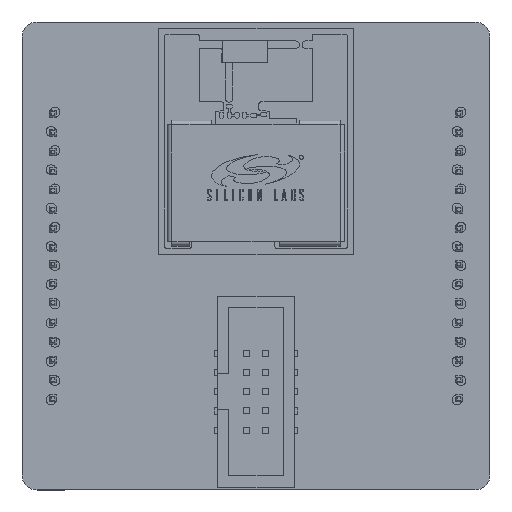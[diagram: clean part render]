
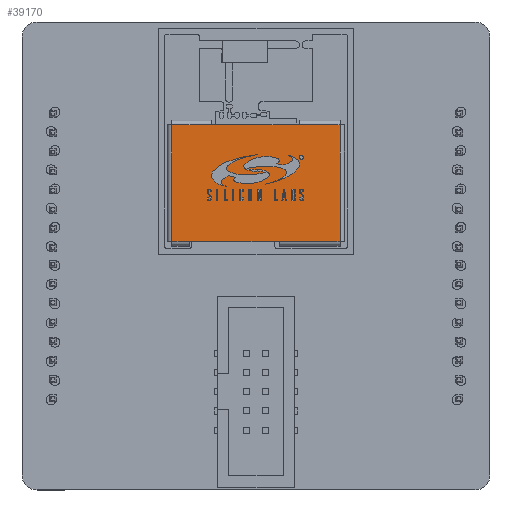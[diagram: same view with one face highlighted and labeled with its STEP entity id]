
A CAD part, top view. The second image highlights one B-rep face of the part: STEP entity #39170.
In plain terms, the highlighted planar face has unit normal (0, 0, 1).
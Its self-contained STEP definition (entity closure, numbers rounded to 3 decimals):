
#2062=FACE_OUTER_BOUND('',#4233,.T.);
#4233=EDGE_LOOP('',(#29295,#29296,#29297,#29298,#29299,#29300,#29301,#29302));
#7658=LINE('',#57128,#12813);
#7659=LINE('',#57130,#12814);
#7660=LINE('',#57132,#12815);
#7661=LINE('',#57134,#12816);
#7662=LINE('',#57136,#12817);
#7663=LINE('',#57138,#12818);
#7664=LINE('',#57140,#12819);
#7665=LINE('',#57141,#12820);
#12813=VECTOR('',#46528,1.);
#12814=VECTOR('',#46529,1.);
#12815=VECTOR('',#46530,1.);
#12816=VECTOR('',#46531,1.);
#12817=VECTOR('',#46532,1.);
#12818=VECTOR('',#46533,1.);
#12819=VECTOR('',#46534,1.);
#12820=VECTOR('',#46535,1.);
#17370=VERTEX_POINT('',#57126);
#17371=VERTEX_POINT('',#57127);
#17372=VERTEX_POINT('',#57129);
#17373=VERTEX_POINT('',#57131);
#17374=VERTEX_POINT('',#57133);
#17375=VERTEX_POINT('',#57135);
#17376=VERTEX_POINT('',#57137);
#17377=VERTEX_POINT('',#57139);
#21714=EDGE_CURVE('',#17370,#17371,#7658,.T.);
#21715=EDGE_CURVE('',#17371,#17372,#7659,.T.);
#21716=EDGE_CURVE('',#17372,#17373,#7660,.T.);
#21717=EDGE_CURVE('',#17374,#17373,#7661,.T.);
#21718=EDGE_CURVE('',#17374,#17375,#7662,.T.);
#21719=EDGE_CURVE('',#17376,#17375,#7663,.T.);
#21720=EDGE_CURVE('',#17377,#17376,#7664,.T.);
#21721=EDGE_CURVE('',#17377,#17370,#7665,.T.);
#29295=ORIENTED_EDGE('',*,*,#21714,.T.);
#29296=ORIENTED_EDGE('',*,*,#21715,.T.);
#29297=ORIENTED_EDGE('',*,*,#21716,.T.);
#29298=ORIENTED_EDGE('',*,*,#21717,.F.);
#29299=ORIENTED_EDGE('',*,*,#21718,.T.);
#29300=ORIENTED_EDGE('',*,*,#21719,.F.);
#29301=ORIENTED_EDGE('',*,*,#21720,.F.);
#29302=ORIENTED_EDGE('',*,*,#21721,.T.);
#37285=PLANE('',#41460);
#39170=ADVANCED_FACE('',(#2062),#37285,.F.);
#41460=AXIS2_PLACEMENT_3D('',#57125,#46526,#46527);
#46526=DIRECTION('center_axis',(0.,0.,-1.));
#46527=DIRECTION('ref_axis',(0.,-1.,0.));
#46528=DIRECTION('',(1.,0.,0.));
#46529=DIRECTION('',(1.,0.,0.));
#46530=DIRECTION('',(0.,1.,0.));
#46531=DIRECTION('',(1.,0.,0.));
#46532=DIRECTION('',(-1.,0.,0.));
#46533=DIRECTION('',(1.,0.,0.));
#46534=DIRECTION('',(0.,1.,0.));
#46535=DIRECTION('',(1.,0.,0.));
#57125=CARTESIAN_POINT('Origin',(1.55,-1.45,2.025));
#57126=CARTESIAN_POINT('',(-4.403,-6.646,2.025));
#57127=CARTESIAN_POINT('',(1.537,-6.646,2.025));
#57128=CARTESIAN_POINT('',(-4.403,-6.646,2.025));
#57129=CARTESIAN_POINT('',(5.567,-6.646,2.025));
#57130=CARTESIAN_POINT('',(1.55,-6.646,2.025));
#57131=CARTESIAN_POINT('',(5.567,1.084,2.025));
#57132=CARTESIAN_POINT('',(5.567,-1.45,2.025));
#57133=CARTESIAN_POINT('',(2.867,1.084,2.025));
#57134=CARTESIAN_POINT('',(1.55,1.084,2.025));
#57135=CARTESIAN_POINT('',(-2.958,1.084,2.025));
#57136=CARTESIAN_POINT('',(-2.958,1.084,2.025));
#57137=CARTESIAN_POINT('',(-5.583,1.084,2.025));
#57138=CARTESIAN_POINT('',(1.55,1.084,2.025));
#57139=CARTESIAN_POINT('',(-5.583,-6.646,2.025));
#57140=CARTESIAN_POINT('',(-5.583,-1.45,2.025));
#57141=CARTESIAN_POINT('',(1.55,-6.646,2.025));
